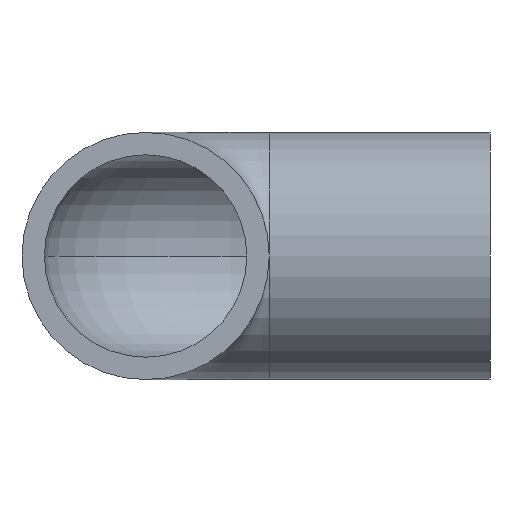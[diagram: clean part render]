
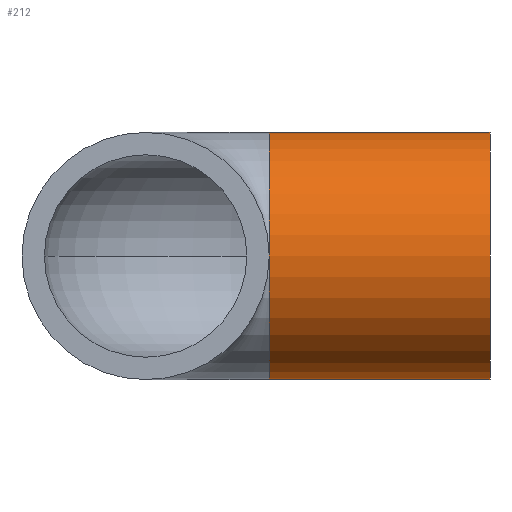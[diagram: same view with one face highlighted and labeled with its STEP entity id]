
A CAD part, front view. The second image highlights one B-rep face of the part: STEP entity #212.
In plain terms, the highlighted cylindrical face has radius 70 mm (diameter 140 mm), a partial arc.
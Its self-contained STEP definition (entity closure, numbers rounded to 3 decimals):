
#1 = CARTESIAN_POINT ( 'NONE',  ( 70., 195., 0. ) ) ;
#21 = VERTEX_POINT ( 'NONE', #257 ) ;
#38 = EDGE_CURVE ( 'NONE', #196, #132, #296, .T. ) ;
#48 = CARTESIAN_POINT ( 'NONE',  ( 195., 195., -70. ) ) ;
#51 = DIRECTION ( 'NONE',  ( 1., 0., 0. ) ) ;
#61 = DIRECTION ( 'NONE',  ( 1., 0., 0. ) ) ;
#86 = ORIENTED_EDGE ( 'NONE', *, *, #38, .F. ) ;
#88 = VECTOR ( 'NONE', #61, 1000. ) ;
#96 = CIRCLE ( 'NONE', #153, 70. ) ;
#122 = DIRECTION ( 'NONE',  ( 1., 0., 0. ) ) ;
#123 = VERTEX_POINT ( 'NONE', #48 ) ;
#131 = VECTOR ( 'NONE', #122, 1000. ) ;
#132 = VERTEX_POINT ( 'NONE', #484 ) ;
#137 = DIRECTION ( 'NONE',  ( 1., 0., 0. ) ) ;
#139 = CARTESIAN_POINT ( 'NONE',  ( 70., 195., -70. ) ) ;
#142 = DIRECTION ( 'NONE',  ( 0., 0., 1. ) ) ;
#144 = EDGE_CURVE ( 'NONE', #21, #260, #96, .T. ) ;
#150 = ORIENTED_EDGE ( 'NONE', *, *, #191, .F. ) ;
#153 = AXIS2_PLACEMENT_3D ( 'NONE', #381, #51, #201 ) ;
#161 = ORIENTED_EDGE ( 'NONE', *, *, #144, .T. ) ;
#170 = DIRECTION ( 'NONE',  ( 1., 0., 0. ) ) ;
#191 = EDGE_CURVE ( 'NONE', #132, #123, #471, .T. ) ;
#196 = VERTEX_POINT ( 'NONE', #418 ) ;
#201 = DIRECTION ( 'NONE',  ( 0., 0., 1. ) ) ;
#202 = FACE_OUTER_BOUND ( 'NONE', #433, .T. ) ;
#203 = AXIS2_PLACEMENT_3D ( 'NONE', #317, #460, #142 ) ;
#212 = ADVANCED_FACE ( 'NONE', ( #202 ), #345, .T. ) ;
#245 = LINE ( 'NONE', #386, #88 ) ;
#257 = CARTESIAN_POINT ( 'NONE',  ( 70., 125., 0. ) ) ;
#260 = VERTEX_POINT ( 'NONE', #139 ) ;
#271 = ORIENTED_EDGE ( 'NONE', *, *, #332, .T. ) ;
#273 = AXIS2_PLACEMENT_3D ( 'NONE', #453, #137, #274 ) ;
#274 = DIRECTION ( 'NONE',  ( 0., 0., 1. ) ) ;
#296 = LINE ( 'NONE', #440, #131 ) ;
#312 = DIRECTION ( 'NONE',  ( 0., 0., -1. ) ) ;
#317 = CARTESIAN_POINT ( 'NONE',  ( 70., 195., 0. ) ) ;
#329 = ORIENTED_EDGE ( 'NONE', *, *, #354, .T. ) ;
#332 = EDGE_CURVE ( 'NONE', #260, #123, #245, .T. ) ;
#345 = CYLINDRICAL_SURFACE ( 'NONE', #390, 70. ) ;
#354 = EDGE_CURVE ( 'NONE', #196, #21, #407, .T. ) ;
#381 = CARTESIAN_POINT ( 'NONE',  ( 70., 195., 0. ) ) ;
#386 = CARTESIAN_POINT ( 'NONE',  ( 70., 195., -70. ) ) ;
#390 = AXIS2_PLACEMENT_3D ( 'NONE', #1, #170, #312 ) ;
#407 = CIRCLE ( 'NONE', #203, 70. ) ;
#418 = CARTESIAN_POINT ( 'NONE',  ( 70., 195., 70. ) ) ;
#433 = EDGE_LOOP ( 'NONE', ( #86, #329, #161, #271, #150 ) ) ;
#440 = CARTESIAN_POINT ( 'NONE',  ( 70., 195., 70. ) ) ;
#453 = CARTESIAN_POINT ( 'NONE',  ( 195., 195., 0. ) ) ;
#460 = DIRECTION ( 'NONE',  ( 1., 0., 0. ) ) ;
#471 = CIRCLE ( 'NONE', #273, 70. ) ;
#484 = CARTESIAN_POINT ( 'NONE',  ( 195., 195., 70. ) ) ;
